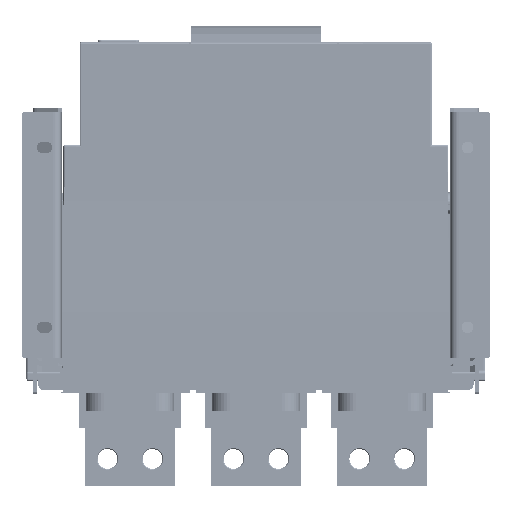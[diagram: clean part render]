
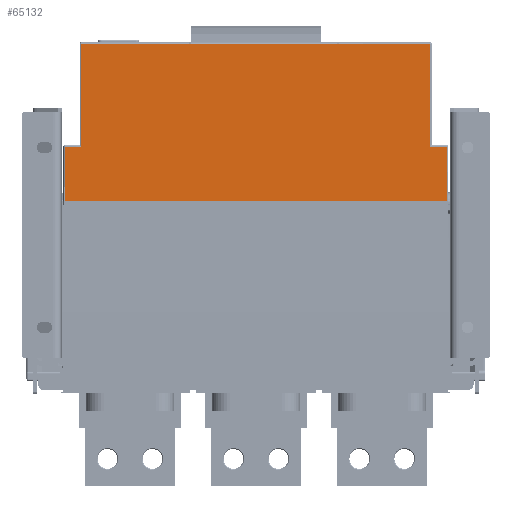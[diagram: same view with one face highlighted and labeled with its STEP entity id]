
A CAD part, front view. The second image highlights one B-rep face of the part: STEP entity #65132.
In plain terms, the highlighted planar face has unit normal (0, -1, 0).
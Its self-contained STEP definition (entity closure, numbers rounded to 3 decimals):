
#53540=PLANE('',#172789);
#58771=FACE_OUTER_BOUND('',#97703,.T.);
#65132=ADVANCED_FACE('',(#58771),#53540,.F.);
#77136=LINE('',#234133,#87369);
#77156=LINE('',#234184,#87389);
#77157=LINE('',#234187,#87390);
#77158=LINE('',#234189,#87391);
#77159=LINE('',#234191,#87392);
#77160=LINE('',#234193,#87393);
#77161=LINE('',#234195,#87394);
#77162=LINE('',#234196,#87395);
#87369=VECTOR('',#197640,1.);
#87389=VECTOR('',#197696,1.);
#87390=VECTOR('',#197697,1.);
#87391=VECTOR('',#197698,1.);
#87392=VECTOR('',#197699,1.);
#87393=VECTOR('',#197700,1.);
#87394=VECTOR('',#197701,1.);
#87395=VECTOR('',#197702,1.);
#97703=EDGE_LOOP('',(#119486,#119487,#119488,#119489,#119490,#119491,#119492,
#119493));
#119486=ORIENTED_EDGE('',*,*,#154440,.T.);
#119487=ORIENTED_EDGE('',*,*,#154441,.T.);
#119488=ORIENTED_EDGE('',*,*,#154442,.F.);
#119489=ORIENTED_EDGE('',*,*,#154443,.T.);
#119490=ORIENTED_EDGE('',*,*,#154444,.T.);
#119491=ORIENTED_EDGE('',*,*,#154445,.T.);
#119492=ORIENTED_EDGE('',*,*,#154413,.T.);
#119493=ORIENTED_EDGE('',*,*,#154446,.T.);
#140732=VERTEX_POINT('',#234132);
#140733=VERTEX_POINT('',#234134);
#140746=VERTEX_POINT('',#234185);
#140747=VERTEX_POINT('',#234186);
#140748=VERTEX_POINT('',#234188);
#140749=VERTEX_POINT('',#234190);
#140750=VERTEX_POINT('',#234192);
#140751=VERTEX_POINT('',#234194);
#154413=EDGE_CURVE('',#140733,#140732,#77136,.T.);
#154440=EDGE_CURVE('',#140746,#140747,#77156,.T.);
#154441=EDGE_CURVE('',#140747,#140748,#77157,.T.);
#154442=EDGE_CURVE('',#140749,#140748,#77158,.T.);
#154443=EDGE_CURVE('',#140749,#140750,#77159,.T.);
#154444=EDGE_CURVE('',#140750,#140751,#77160,.T.);
#154445=EDGE_CURVE('',#140751,#140733,#77161,.T.);
#154446=EDGE_CURVE('',#140732,#140746,#77162,.T.);
#172789=AXIS2_PLACEMENT_3D('',#234197,#197703,#197704);
#197640=DIRECTION('',(-1.,0.,0.));
#197696=DIRECTION('',(-1.,0.,0.));
#197697=DIRECTION('',(0.,0.,-1.));
#197698=DIRECTION('',(-1.,0.,0.));
#197699=DIRECTION('',(0.,0.,1.));
#197700=DIRECTION('',(-1.,0.,0.));
#197701=DIRECTION('',(0.,0.,1.));
#197702=DIRECTION('',(0.,0.,-1.));
#197703=DIRECTION('',(0.,1.,0.));
#197704=DIRECTION('',(0.,0.,-1.));
#234132=CARTESIAN_POINT('',(78.,-196.397,233.303));
#234133=CARTESIAN_POINT('',(70.,-196.397,233.303));
#234134=CARTESIAN_POINT('',(272.,-196.397,233.303));
#234184=CARTESIAN_POINT('',(70.,-196.397,176.303));
#234185=CARTESIAN_POINT('',(78.,-196.397,176.303));
#234186=CARTESIAN_POINT('',(69.,-196.397,176.303));
#234187=CARTESIAN_POINT('',(69.,-196.397,146.303));
#234188=CARTESIAN_POINT('',(69.,-196.397,146.303));
#234189=CARTESIAN_POINT('',(0.,-196.397,146.303));
#234190=CARTESIAN_POINT('',(281.,-196.397,146.303));
#234191=CARTESIAN_POINT('',(281.,-196.397,146.303));
#234192=CARTESIAN_POINT('',(281.,-196.397,176.303));
#234193=CARTESIAN_POINT('',(70.,-196.397,176.303));
#234194=CARTESIAN_POINT('',(272.,-196.397,176.303));
#234195=CARTESIAN_POINT('',(272.,-196.397,146.303));
#234196=CARTESIAN_POINT('',(78.,-196.397,146.303));
#234197=CARTESIAN_POINT('',(70.,-196.397,146.303));
